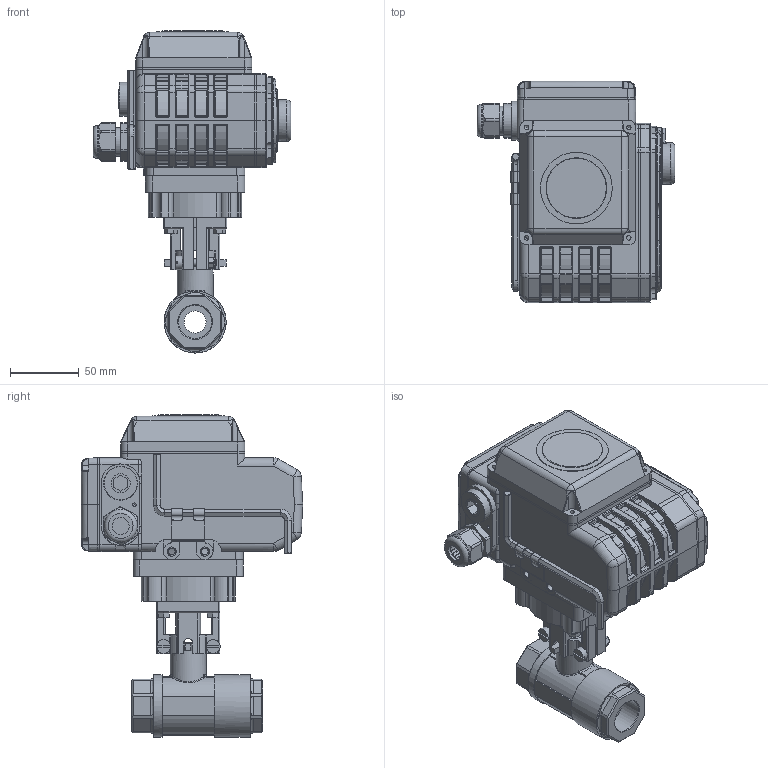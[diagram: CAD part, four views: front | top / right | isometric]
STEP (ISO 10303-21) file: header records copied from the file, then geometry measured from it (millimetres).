
FILE_DESCRIPTION(/* description */ ('Unknown'),/* implementation_level */ '2;1');
FILE_NAME(/* name */ 'AE06_07 814-05',/* time_stamp */ '2022-10-18T11:11:47+02:00',/* author */ ('Unknown'),/* organization */ ('Unknown'),/* preprocessor_version */ 'ST-DEVELOPER v16.7',/* originating_system */ 'Solid Edge',/* authorisation */ 'Unknown');
FILE_SCHEMA (('AUTOMOTIVE_DESIGN {1 0 10303 214 3 1 1}'));
Products named in the file (30): AE50-2.520.020; DIN558 M5x16; Befestigungsflansch_F05; 2.520.020; Spindeladapter SW 9, Aufbau Backen f. 2.520.012; AE04-AE08_(AE30_AE50); Z倰眊极橾遴20170830; 驱动盖组件; 驱动盖胶垫; Z倰忒梟縐啣; NQ10-034 梓僅啣; NQ10-033 硌渀; 萇蚾裔郪璃; 萇蚾裔; NQ10-035 噩え; 萇蚾裔蝶菜; 秶郘裔郪璃; 秶郘裔; 秶郘裔蝶菜; 盄黑; 盄坶; 盄坶1; 盄坶2; NQZ-018忒雄紱釬諳裔; Z型驱动盖最新外型20170830; 假蚾啣; 薊粣ん; 忒梟; ISO1207_M5x25; DIN934_M5
Assembly tree (35 placements, depth 4):
  AE50-2.520.020
    DIN558 M5x16  x4
    Befestigungsflansch_F05  x2
    2.520.020
    Spindeladapter SW 9, Aufbau Backen f. 2.520.012
    AE04-AE08_(AE30_AE50)
      Z倰眊极橾遴20170830
      驱动盖组件
        驱动盖胶垫
      Z倰忒梟縐啣
      NQ10-034 梓僅啣
      NQ10-033 硌渀
      萇蚾裔郪璃
        萇蚾裔
        NQ10-035 噩え
        萇蚾裔蝶菜
      秶郘裔郪璃
        秶郘裔
        秶郘裔蝶菜
      盄黑
      盄坶
        盄坶1
        盄坶2
      NQZ-018忒雄紱釬諳裔
      Z型驱动盖最新外型20170830
      假蚾啣
      薊粣ん
      忒梟
    ISO1207_M5x25  x2
    DIN934_M5  x2
Bounding box: 143.5 x 160.5 x 233.5 mm (x, y, z)
Volume: 1220521.3 mm3; surface area: 260570.3 mm2
Topology: 30 solids, 32 shells, 2664 faces, 6833 edges, 4286 vertices
Faces by surface type: plane 1140, cylinder 937, torus 272, bspline 197, cone 77, sphere 41
Full cylindrical faces by diameter (mm): 2.5 x2, 3.2 x2, 3.3 x22, 3.5 x1, 4 x6, 4.134 x2, 4.2 x5, 4.5 x14, 4.8 x14, 5 x24, 6 x4, 6.6 x2, 6.8 x8, 7 x4, 8 x1, 10 x2, 10.1 x4, 12.3 x1, 13.2 x1, 13.5 x1, 13.8 x1, 14 x1, 15 x2, 16 x1, 18 x1, 18.7 x1, 19 x3, 19.16 x1, 20 x1, 21 x3
Entity records: 85315 total; most frequent: CARTESIAN_POINT 22916, DIRECTION 12622, ORIENTED_EDGE 12374, EDGE_CURVE 6187, AXIS2_PLACEMENT_3D 4650, VERTEX_POINT 4030, LINE 3322, VECTOR 3322
